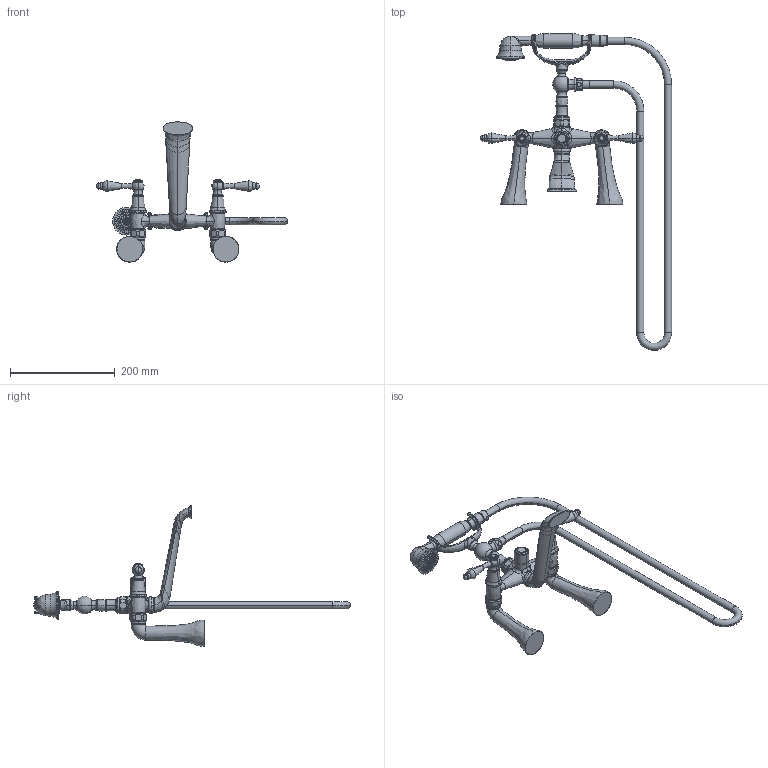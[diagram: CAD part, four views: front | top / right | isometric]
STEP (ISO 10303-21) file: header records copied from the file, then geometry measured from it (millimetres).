
FILE_DESCRIPTION((''),'2;1');
FILE_NAME('850-4273','2021-01-14T13:19:49',('jinson.thomas'),(''),'CREO PARAMETRIC BY PTC INC, 2018400','CREO PARAMETRIC BY PTC INC, 2018400','');
FILE_SCHEMA(('CONFIG_CONTROL_DESIGN'));
Length unit declared in the file: inch
Products named in the file (1): 850-4273
Bounding box: 366.02 x 606.04 x 268.56 mm (x, y, z)
Volume: 1003939.3 mm3; surface area: 191632.9 mm2
Topology: 1 solids, 1 shells, 853 faces, 1924 edges, 1162 vertices
Faces by surface type: cylinder 239, plane 179, bspline 173, torus 130, cone 102, sphere 26, extrusion 4
Entity records: 47409 total; most frequent: CARTESIAN_POINT 29760, ORIENTED_EDGE 3832, DIRECTION 3372, EDGE_CURVE 1916, AXIS2_PLACEMENT_3D 1478, VERTEX_POINT 1162, EDGE_LOOP 954, FACE_OUTER_BOUND 853
